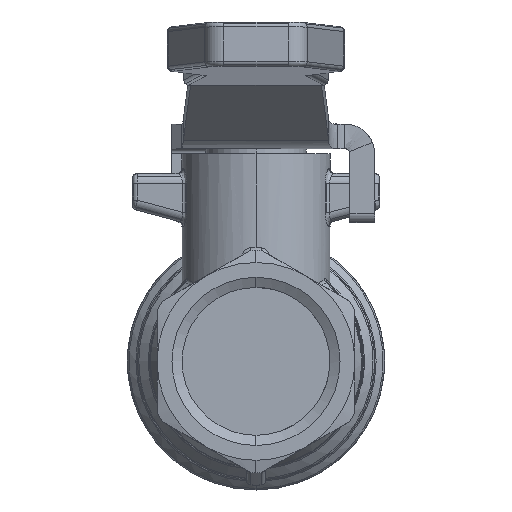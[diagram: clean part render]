
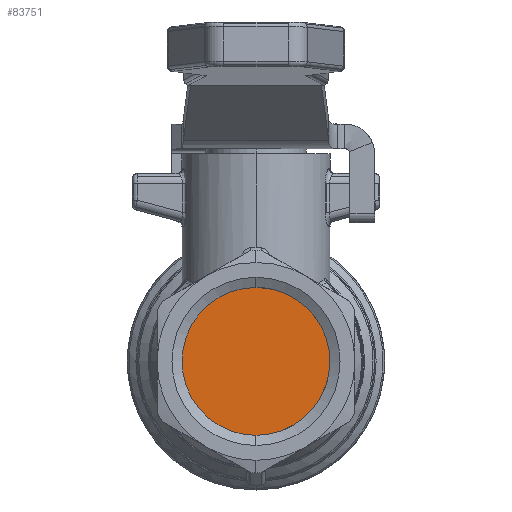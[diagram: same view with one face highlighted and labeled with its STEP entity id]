
A CAD part, left-side view. The second image highlights one B-rep face of the part: STEP entity #83751.
In plain terms, the highlighted planar face has unit normal (-1, 0, 0).
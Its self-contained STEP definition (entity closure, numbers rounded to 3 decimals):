
#10753=CARTESIAN_POINT('',(-10.5,-0.,-7.475));
#10754=VERTEX_POINT('',#10753);
#10763=CARTESIAN_POINT('',(-10.5,-0.,-0.));
#10764=DIRECTION('',(-1.,-0.,-0.));
#10765=DIRECTION('',(0.,0.,-1.));
#10766=AXIS2_PLACEMENT_3D('',#10763,#10764,#10765);
#10767=CIRCLE('',#10766,7.475);
#10768=EDGE_CURVE('',#10754,#10754,#10767,.T.);
#83743=CARTESIAN_POINT('',(-10.5,5.988,0.));
#83744=DIRECTION('',(1.,0.,0.));
#83745=DIRECTION('',(0.,1.,0.));
#83746=AXIS2_PLACEMENT_3D('',#83743,#83744,#83745);
#83747=PLANE('',#83746);
#83748=ORIENTED_EDGE('',*,*,#10768,.T.);
#83749=EDGE_LOOP('',(#83748));
#83750=FACE_BOUND('',#83749,.T.);
#83751=ADVANCED_FACE('',(#83750),#83747,.F.);
